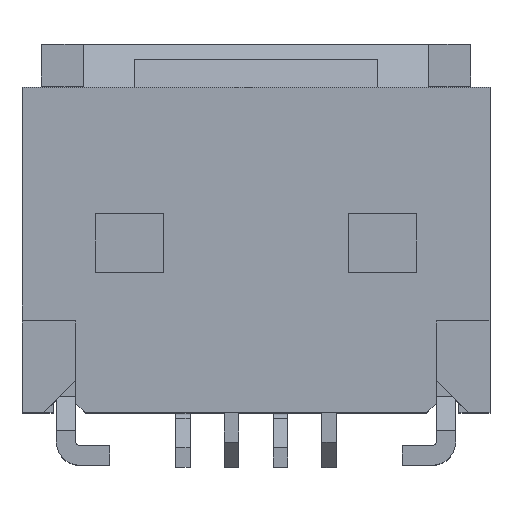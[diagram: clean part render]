
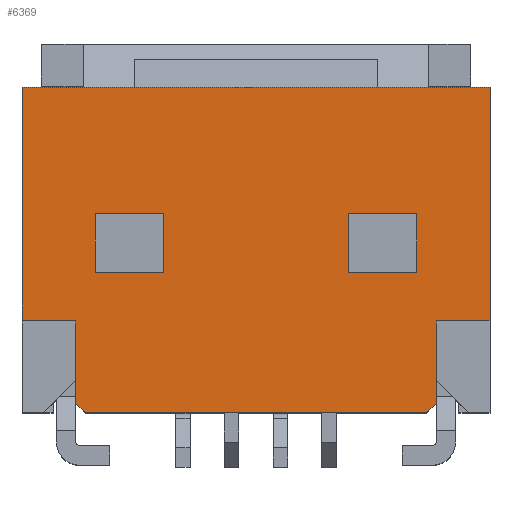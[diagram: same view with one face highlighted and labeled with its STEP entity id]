
A CAD part, top view. The second image highlights one B-rep face of the part: STEP entity #6369.
In plain terms, the highlighted planar face has unit normal (0, 0, 1).
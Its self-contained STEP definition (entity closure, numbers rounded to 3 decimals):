
#5=DIRECTION('',(0.,-1.,0.));
#6=VECTOR('',#5,2.4);
#7=CARTESIAN_POINT('',(-2.4,3.34,1.4));
#8=LINE('',#7,#6);
#122=DIRECTION('',(1.,0.,0.));
#123=VECTOR('',#122,3.5);
#124=CARTESIAN_POINT('',(-1.75,0.,1.4));
#125=LINE('',#124,#123);
#287=DIRECTION('',(0.,-1.,0.));
#288=VECTOR('',#287,2.4);
#289=CARTESIAN_POINT('',(2.4,3.34,1.4));
#290=LINE('',#289,#288);
#503=DIRECTION('',(1.,0.,0.));
#504=VECTOR('',#503,0.7);
#505=CARTESIAN_POINT('',(-1.65,2.04,1.4));
#506=LINE('',#505,#504);
#507=DIRECTION('',(0.,1.,0.));
#508=VECTOR('',#507,0.6);
#509=CARTESIAN_POINT('',(-1.65,1.44,1.4));
#510=LINE('',#509,#508);
#511=DIRECTION('',(1.,0.,0.));
#512=VECTOR('',#511,0.7);
#513=CARTESIAN_POINT('',(-1.65,1.44,1.4));
#514=LINE('',#513,#512);
#515=DIRECTION('',(0.,1.,0.));
#516=VECTOR('',#515,0.6);
#517=CARTESIAN_POINT('',(-0.95,1.44,1.4));
#518=LINE('',#517,#516);
#519=DIRECTION('',(1.,0.,0.));
#520=VECTOR('',#519,0.7);
#521=CARTESIAN_POINT('',(0.95,2.04,1.4));
#522=LINE('',#521,#520);
#523=DIRECTION('',(0.,1.,0.));
#524=VECTOR('',#523,0.6);
#525=CARTESIAN_POINT('',(0.95,1.44,1.4));
#526=LINE('',#525,#524);
#527=DIRECTION('',(1.,0.,0.));
#528=VECTOR('',#527,0.7);
#529=CARTESIAN_POINT('',(0.95,1.44,1.4));
#530=LINE('',#529,#528);
#531=DIRECTION('',(0.,1.,0.));
#532=VECTOR('',#531,0.6);
#533=CARTESIAN_POINT('',(1.65,1.44,1.4));
#534=LINE('',#533,#532);
#535=DIRECTION('',(0.,1.,0.));
#536=VECTOR('',#535,0.17);
#537=CARTESIAN_POINT('',(-1.85,0.17,1.4));
#538=LINE('',#537,#536);
#539=DIRECTION('',(0.,1.,0.));
#540=VECTOR('',#539,0.6);
#541=CARTESIAN_POINT('',(-1.85,0.34,1.4));
#542=LINE('',#541,#540);
#543=DIRECTION('',(1.,0.,0.));
#544=VECTOR('',#543,0.55);
#545=CARTESIAN_POINT('',(-2.4,0.94,1.4));
#546=LINE('',#545,#544);
#547=DIRECTION('',(1.,0.,0.));
#548=VECTOR('',#547,4.8);
#549=CARTESIAN_POINT('',(-2.4,3.34,1.4));
#550=LINE('',#549,#548);
#551=DIRECTION('',(1.,0.,0.));
#552=VECTOR('',#551,0.55);
#553=CARTESIAN_POINT('',(1.85,0.94,1.4));
#554=LINE('',#553,#552);
#555=DIRECTION('',(0.,1.,0.));
#556=VECTOR('',#555,0.6);
#557=CARTESIAN_POINT('',(1.85,0.34,1.4));
#558=LINE('',#557,#556);
#559=DIRECTION('',(0.,1.,0.));
#560=VECTOR('',#559,0.17);
#561=CARTESIAN_POINT('',(1.85,0.17,1.4));
#562=LINE('',#561,#560);
#563=DIRECTION('',(0.,1.,0.));
#564=VECTOR('',#563,0.07);
#565=CARTESIAN_POINT('',(1.85,0.1,1.4));
#566=LINE('',#565,#564);
#567=DIRECTION('',(0.707,0.707,0.));
#568=VECTOR('',#567,0.141);
#569=CARTESIAN_POINT('',(1.75,0.,1.4));
#570=LINE('',#569,#568);
#571=DIRECTION('',(0.707,-0.707,0.));
#572=VECTOR('',#571,0.141);
#573=CARTESIAN_POINT('',(-1.85,0.1,1.4));
#574=LINE('',#573,#572);
#575=DIRECTION('',(0.,1.,0.));
#576=VECTOR('',#575,0.07);
#577=CARTESIAN_POINT('',(-1.85,0.1,1.4));
#578=LINE('',#577,#576);
#4313=CARTESIAN_POINT('',(-2.4,3.34,1.4));
#4314=CARTESIAN_POINT('',(2.4,3.34,1.4));
#4315=VERTEX_POINT('',#4313);
#4316=VERTEX_POINT('',#4314);
#4341=CARTESIAN_POINT('',(-2.4,0.94,1.4));
#4342=CARTESIAN_POINT('',(-1.85,0.94,1.4));
#4343=VERTEX_POINT('',#4341);
#4344=VERTEX_POINT('',#4342);
#4345=CARTESIAN_POINT('',(1.85,0.94,1.4));
#4346=CARTESIAN_POINT('',(2.4,0.94,1.4));
#4347=VERTEX_POINT('',#4345);
#4348=VERTEX_POINT('',#4346);
#4465=CARTESIAN_POINT('',(1.85,0.34,1.4));
#4467=VERTEX_POINT('',#4465);
#4473=CARTESIAN_POINT('',(-1.85,0.34,1.4));
#4475=VERTEX_POINT('',#4473);
#4653=CARTESIAN_POINT('',(1.75,0.,1.4));
#4655=VERTEX_POINT('',#4653);
#4658=CARTESIAN_POINT('',(-1.75,0.,1.4));
#4660=VERTEX_POINT('',#4658);
#5033=CARTESIAN_POINT('',(1.85,0.1,1.4));
#5035=VERTEX_POINT('',#5033);
#5049=CARTESIAN_POINT('',(1.85,0.17,1.4));
#5050=VERTEX_POINT('',#5049);
#5229=CARTESIAN_POINT('',(-1.85,0.1,1.4));
#5230=CARTESIAN_POINT('',(-1.85,0.17,1.4));
#5231=VERTEX_POINT('',#5229);
#5232=VERTEX_POINT('',#5230);
#5641=CARTESIAN_POINT('',(-1.65,2.04,1.4));
#5642=CARTESIAN_POINT('',(-0.95,2.04,1.4));
#5643=VERTEX_POINT('',#5641);
#5644=VERTEX_POINT('',#5642);
#5645=CARTESIAN_POINT('',(0.95,2.04,1.4));
#5646=CARTESIAN_POINT('',(1.65,2.04,1.4));
#5647=VERTEX_POINT('',#5645);
#5648=VERTEX_POINT('',#5646);
#5649=CARTESIAN_POINT('',(-1.65,1.44,1.4));
#5650=CARTESIAN_POINT('',(-0.95,1.44,1.4));
#5651=VERTEX_POINT('',#5649);
#5652=VERTEX_POINT('',#5650);
#5653=CARTESIAN_POINT('',(0.95,1.44,1.4));
#5654=CARTESIAN_POINT('',(1.65,1.44,1.4));
#5655=VERTEX_POINT('',#5653);
#5656=VERTEX_POINT('',#5654);
#6319=CARTESIAN_POINT('',(-2.4,3.34,1.4));
#6320=DIRECTION('',(0.,0.,1.));
#6321=DIRECTION('',(0.,-1.,0.));
#6322=AXIS2_PLACEMENT_3D('',#6319,#6320,#6321);
#6323=PLANE('',#6322);
#6325=ORIENTED_EDGE('',*,*,#6324,.T.);
#6327=ORIENTED_EDGE('',*,*,#6326,.T.);
#6328=ORIENTED_EDGE('',*,*,#6266,.F.);
#6329=ORIENTED_EDGE('',*,*,#5714,.F.);
#6331=ORIENTED_EDGE('',*,*,#6330,.T.);
#6332=ORIENTED_EDGE('',*,*,#6044,.T.);
#6333=ORIENTED_EDGE('',*,*,#6280,.F.);
#6335=ORIENTED_EDGE('',*,*,#6334,.F.);
#6337=ORIENTED_EDGE('',*,*,#6336,.F.);
#6339=ORIENTED_EDGE('',*,*,#6338,.F.);
#6341=ORIENTED_EDGE('',*,*,#6340,.F.);
#6342=ORIENTED_EDGE('',*,*,#5838,.F.);
#6344=ORIENTED_EDGE('',*,*,#6343,.F.);
#6346=ORIENTED_EDGE('',*,*,#6345,.T.);
#6347=EDGE_LOOP('',(#6325,#6327,#6328,#6329,#6331,#6332,#6333,#6335,#6337,#6339,
#6341,#6342,#6344,#6346));
#6348=FACE_OUTER_BOUND('',#6347,.F.);
#6350=ORIENTED_EDGE('',*,*,#6349,.F.);
#6352=ORIENTED_EDGE('',*,*,#6351,.F.);
#6354=ORIENTED_EDGE('',*,*,#6353,.T.);
#6356=ORIENTED_EDGE('',*,*,#6355,.T.);
#6357=EDGE_LOOP('',(#6350,#6352,#6354,#6356));
#6358=FACE_BOUND('',#6357,.F.);
#6360=ORIENTED_EDGE('',*,*,#6359,.F.);
#6362=ORIENTED_EDGE('',*,*,#6361,.F.);
#6364=ORIENTED_EDGE('',*,*,#6363,.T.);
#6366=ORIENTED_EDGE('',*,*,#6365,.T.);
#6367=EDGE_LOOP('',(#6360,#6362,#6364,#6366));
#6368=FACE_BOUND('',#6367,.F.);
#6369=ADVANCED_FACE('',(#6348,#6358,#6368),#6323,.T.);
#5714=EDGE_CURVE('',#4315,#4343,#8,.T.);
#5838=EDGE_CURVE('',#4660,#4655,#125,.T.);
#6044=EDGE_CURVE('',#4316,#4348,#290,.T.);
#6266=EDGE_CURVE('',#4343,#4344,#546,.T.);
#6280=EDGE_CURVE('',#4347,#4348,#554,.T.);
#6324=EDGE_CURVE('',#5232,#4475,#538,.T.);
#6326=EDGE_CURVE('',#4475,#4344,#542,.T.);
#6330=EDGE_CURVE('',#4315,#4316,#550,.T.);
#6334=EDGE_CURVE('',#4467,#4347,#558,.T.);
#6336=EDGE_CURVE('',#5050,#4467,#562,.T.);
#6338=EDGE_CURVE('',#5035,#5050,#566,.T.);
#6340=EDGE_CURVE('',#4655,#5035,#570,.T.);
#6343=EDGE_CURVE('',#5231,#4660,#574,.T.);
#6345=EDGE_CURVE('',#5231,#5232,#578,.T.);
#6349=EDGE_CURVE('',#5647,#5648,#522,.T.);
#6351=EDGE_CURVE('',#5655,#5647,#526,.T.);
#6353=EDGE_CURVE('',#5655,#5656,#530,.T.);
#6355=EDGE_CURVE('',#5656,#5648,#534,.T.);
#6359=EDGE_CURVE('',#5643,#5644,#506,.T.);
#6361=EDGE_CURVE('',#5651,#5643,#510,.T.);
#6363=EDGE_CURVE('',#5651,#5652,#514,.T.);
#6365=EDGE_CURVE('',#5652,#5644,#518,.T.);
